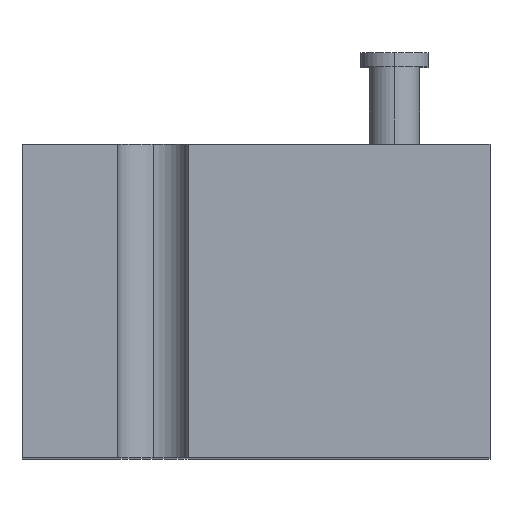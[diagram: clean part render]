
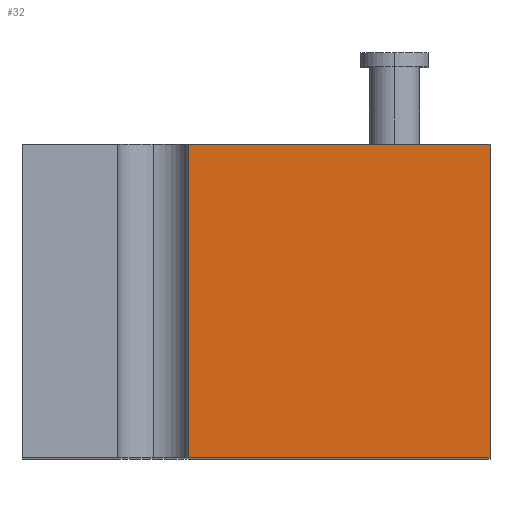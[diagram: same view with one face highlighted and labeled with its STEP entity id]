
A CAD part, top view. The second image highlights one B-rep face of the part: STEP entity #32.
In plain terms, the highlighted planar face has unit normal (0, 0, 1).
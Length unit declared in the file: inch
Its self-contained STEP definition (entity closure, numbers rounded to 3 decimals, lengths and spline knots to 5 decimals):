
#32 = ADVANCED_FACE ( 'NONE', ( #71 ), #953, .F. ) ;
#34 = EDGE_CURVE ( 'NONE', #220, #915, #1100, .T. ) ;
#41 = CARTESIAN_POINT ( 'NONE',  ( 0.038, 0.335, 0. ) ) ;
#49 = EDGE_CURVE ( 'NONE', #493, #915, #845, .T. ) ;
#71 = FACE_OUTER_BOUND ( 'NONE', #1118, .T. ) ;
#122 = AXIS2_PLACEMENT_3D ( 'NONE', #41, #376, #395 ) ;
#140 = DIRECTION ( 'NONE',  ( 0., -1., 0. ) ) ;
#172 = CARTESIAN_POINT ( 'NONE',  ( 0.038, 0., 0. ) ) ;
#220 = VERTEX_POINT ( 'NONE', #1163 ) ;
#283 = ORIENTED_EDGE ( 'NONE', *, *, #34, .F. ) ;
#318 = CARTESIAN_POINT ( 'NONE',  ( 0.038, 0.335, 0. ) ) ;
#374 = ORIENTED_EDGE ( 'NONE', *, *, #49, .T. ) ;
#376 = DIRECTION ( 'NONE',  ( 0., 0., -1. ) ) ;
#393 = CARTESIAN_POINT ( 'NONE',  ( 0.038, 0.335, 0. ) ) ;
#395 = DIRECTION ( 'NONE',  ( -1., 0., 0. ) ) ;
#493 = VERTEX_POINT ( 'NONE', #939 ) ;
#560 = VECTOR ( 'NONE', #140, 39.37008 ) ;
#592 = VECTOR ( 'NONE', #976, 39.37008 ) ;
#638 = VECTOR ( 'NONE', #1430, 39.37008 ) ;
#731 = CARTESIAN_POINT ( 'NONE',  ( 0.36, 0.335, 0. ) ) ;
#762 = CARTESIAN_POINT ( 'NONE',  ( 0.038, 0.335, 0. ) ) ;
#845 = LINE ( 'NONE', #172, #638 ) ;
#915 = VERTEX_POINT ( 'NONE', #1081 ) ;
#933 = EDGE_CURVE ( 'NONE', #1458, #493, #1116, .T. ) ;
#934 = ORIENTED_EDGE ( 'NONE', *, *, #1031, .F. ) ;
#939 = CARTESIAN_POINT ( 'NONE',  ( 0.038, 0., 0. ) ) ;
#953 = PLANE ( 'NONE',  #122 ) ;
#976 = DIRECTION ( 'NONE',  ( 0., -1., 0. ) ) ;
#1031 = EDGE_CURVE ( 'NONE', #1458, #220, #1358, .T. ) ;
#1032 = VECTOR ( 'NONE', #1217, 39.37008 ) ;
#1081 = CARTESIAN_POINT ( 'NONE',  ( 0.36, 0., 0. ) ) ;
#1100 = LINE ( 'NONE', #731, #560 ) ;
#1116 = LINE ( 'NONE', #393, #592 ) ;
#1118 = EDGE_LOOP ( 'NONE', ( #374, #283, #934, #1328 ) ) ;
#1163 = CARTESIAN_POINT ( 'NONE',  ( 0.36, 0.335, 0. ) ) ;
#1217 = DIRECTION ( 'NONE',  ( 1., 0., 0. ) ) ;
#1328 = ORIENTED_EDGE ( 'NONE', *, *, #933, .T. ) ;
#1358 = LINE ( 'NONE', #762, #1032 ) ;
#1430 = DIRECTION ( 'NONE',  ( 1., 0., 0. ) ) ;
#1458 = VERTEX_POINT ( 'NONE', #318 ) ;
